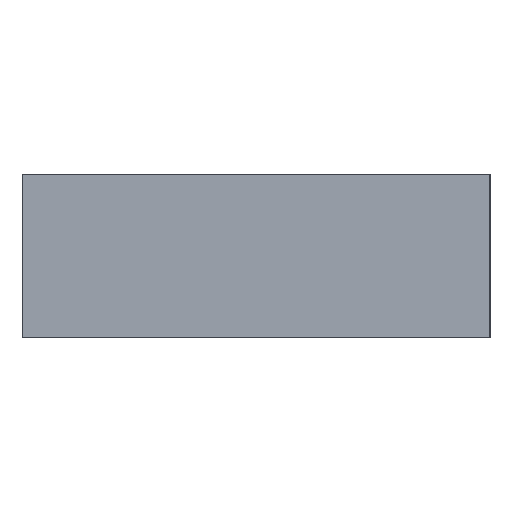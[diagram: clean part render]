
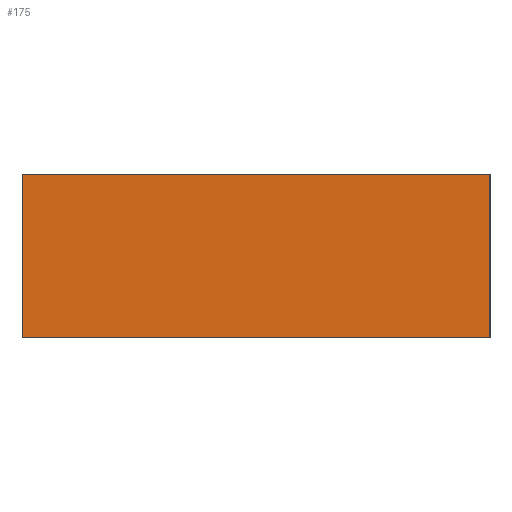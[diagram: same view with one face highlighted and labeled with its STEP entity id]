
A CAD part, left-side view. The second image highlights one B-rep face of the part: STEP entity #175.
In plain terms, the highlighted planar face has unit normal (-1, 0, 0).
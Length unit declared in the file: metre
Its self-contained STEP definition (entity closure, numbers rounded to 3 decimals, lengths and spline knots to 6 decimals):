
#28=ORIENTED_EDGE('',*,*,#68,.F.);
#29=ORIENTED_EDGE('',*,*,#69,.F.);
#30=ORIENTED_EDGE('',*,*,#70,.T.);
#31=ORIENTED_EDGE('',*,*,#65,.T.);
#65=EDGE_CURVE('',#86,#85,#101,.T.);
#68=EDGE_CURVE('',#88,#85,#104,.T.);
#69=EDGE_CURVE('',#89,#88,#105,.T.);
#70=EDGE_CURVE('',#89,#86,#106,.T.);
#85=VERTEX_POINT('',#269);
#86=VERTEX_POINT('',#271);
#88=VERTEX_POINT('',#277);
#89=VERTEX_POINT('',#279);
#101=LINE('',#270,#113);
#104=LINE('',#276,#116);
#105=LINE('',#278,#117);
#106=LINE('',#280,#118);
#113=VECTOR('',#220,1.);
#116=VECTOR('',#225,1.);
#117=VECTOR('',#226,1.);
#118=VECTOR('',#227,1.);
#125=EDGE_LOOP('',(#28,#29,#30,#31));
#147=FACE_BOUND('',#125,.T.);
#169=PLANE('',#198);
#175=ADVANCED_FACE('',(#147),#169,.T.);
#198=AXIS2_PLACEMENT_3D('',#275,#223,#224);
#220=DIRECTION('',(0.,0.,-1.));
#223=DIRECTION('',(-1.,0.,0.));
#224=DIRECTION('',(0.,0.,1.));
#225=DIRECTION('',(0.,1.,0.));
#226=DIRECTION('',(0.,0.,-1.));
#227=DIRECTION('',(0.,1.,0.));
#269=CARTESIAN_POINT('',(-0.03048,0.010033,0.));
#270=CARTESIAN_POINT('',(-0.03048,0.010033,0.007));
#271=CARTESIAN_POINT('',(-0.03048,0.010033,0.007));
#275=CARTESIAN_POINT('',(-0.03048,0.,0.007));
#276=CARTESIAN_POINT('',(-0.03048,0.,0.));
#277=CARTESIAN_POINT('',(-0.03048,-0.010033,0.));
#278=CARTESIAN_POINT('',(-0.03048,-0.010033,0.007));
#279=CARTESIAN_POINT('',(-0.03048,-0.010033,0.007));
#280=CARTESIAN_POINT('',(-0.03048,0.,0.007));
